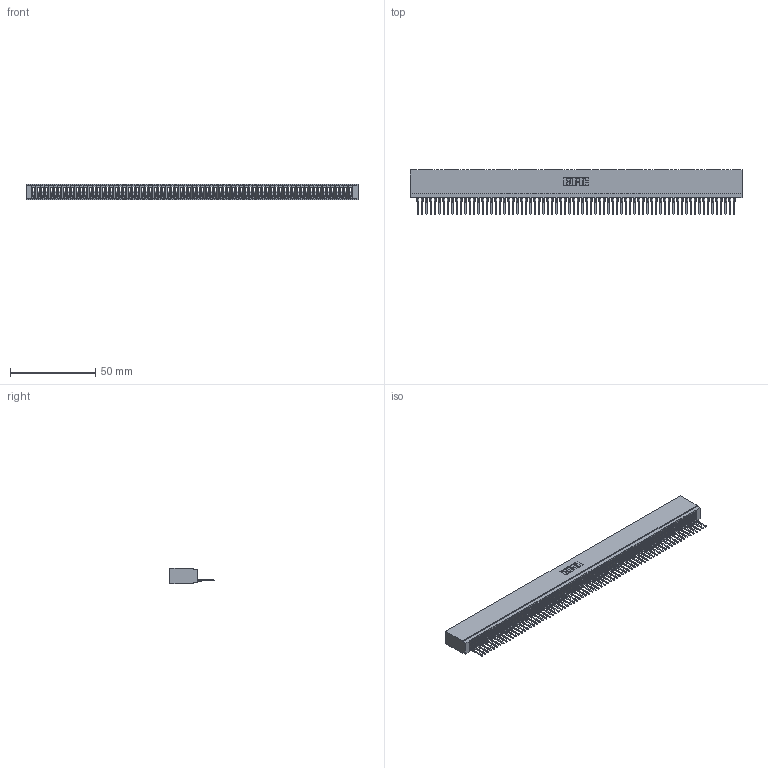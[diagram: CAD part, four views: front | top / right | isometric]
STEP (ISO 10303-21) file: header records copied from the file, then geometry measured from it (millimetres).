
FILE_DESCRIPTION (( 'STEP AP203' ), '1' );
FILE_NAME ('745-074-522-101.STEP', '2026-02-26T14:40:16', ( '' ), ( '' ), 'SwSTEP 2.0', 'SolidWorks 2023', '' );
FILE_SCHEMA (( 'CONFIG_CONTROL_DESIGN' ));
Length unit declared in the file: millimetre
Products named in the file (3): 745-074-522-101; 745 Part_Insulator Option - 01; 745-292-001_522
Assembly tree (75 placements, depth 2):
  745-074-522-101
    745 Part_Insulator Option - 01
    745-292-001_522  x74
Bounding box: 194.56 x 25.92 x 8.89 mm (x, y, z)
Volume: 16682.3 mm3; surface area: 31905.5 mm2
Topology: 75 solids, 75 shells, 8383 faces, 23050 edges, 14528 vertices
Faces by surface type: plane 5013, bspline 1480, cylinder 1446, torus 444
Entity records: 117844 total; most frequent: CARTESIAN_POINT 21269, ORIENTED_EDGE 20842, DIRECTION 18031, EDGE_CURVE 10421, LINE 9795, VECTOR 9795, VERTEX_POINT 6644, AXIS2_PLACEMENT_3D 4118
